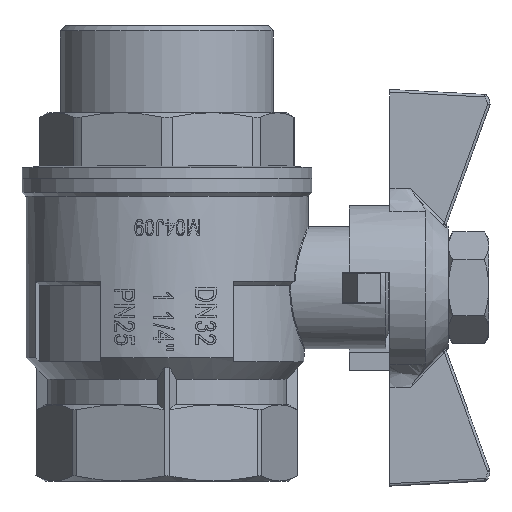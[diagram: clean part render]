
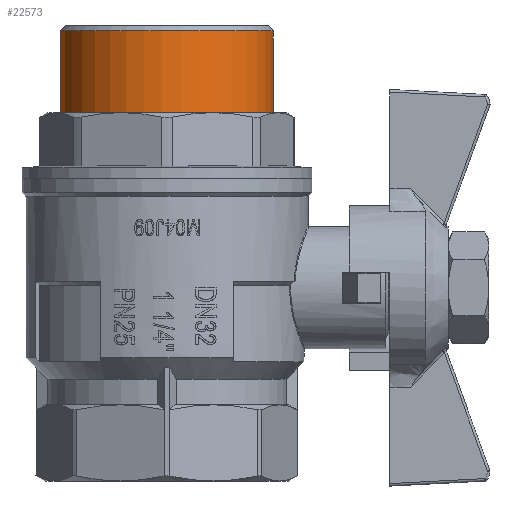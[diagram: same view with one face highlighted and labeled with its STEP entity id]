
A CAD part, left-side view. The second image highlights one B-rep face of the part: STEP entity #22573.
In plain terms, the highlighted cylindrical face has radius 20.955 mm (diameter 41.91 mm), a full revolution.
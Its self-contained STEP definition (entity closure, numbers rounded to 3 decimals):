
#6112=ORIENTED_EDGE('',*,*,#13145,.F.);
#6113=ORIENTED_EDGE('',*,*,#13149,.T.);
#13145=EDGE_CURVE('',#16699,#16699,#19050,.T.);
#13149=EDGE_CURVE('',#16701,#16701,#19054,.T.);
#16699=VERTEX_POINT('',#45285);
#16701=VERTEX_POINT('',#45303);
#19050=CIRCLE('',#32504,20.955);
#19054=CIRCLE('',#32520,20.955);
#19540=EDGE_LOOP('',(#6112));
#19541=EDGE_LOOP('',(#6113));
#21003=FACE_BOUND('',#19540,.T.);
#21004=FACE_BOUND('',#19541,.T.);
#22377=CYLINDRICAL_SURFACE('',#32519,20.955);
#22573=ADVANCED_FACE('',(#21003,#21004),#22377,.T.);
#32504=AXIS2_PLACEMENT_3D('',#45284,#36093,#36094);
#32519=AXIS2_PLACEMENT_3D('',#45301,#36123,#36124);
#32520=AXIS2_PLACEMENT_3D('',#45302,#36125,#36126);
#36093=DIRECTION('',(0.,0.,-1.));
#36094=DIRECTION('',(-1.,0.,0.));
#36123=DIRECTION('',(0.,0.,-1.));
#36124=DIRECTION('',(-1.,0.,0.));
#36125=DIRECTION('',(0.,0.,-1.));
#36126=DIRECTION('',(-1.,0.,0.));
#45284=CARTESIAN_POINT('',(0.,0.,72.442));
#45285=CARTESIAN_POINT('',(-20.955,0.,72.442));
#45301=CARTESIAN_POINT('',(0.,0.,84.889));
#45302=CARTESIAN_POINT('',(0.,0.,88.5));
#45303=CARTESIAN_POINT('',(-20.955,0.,88.5));
